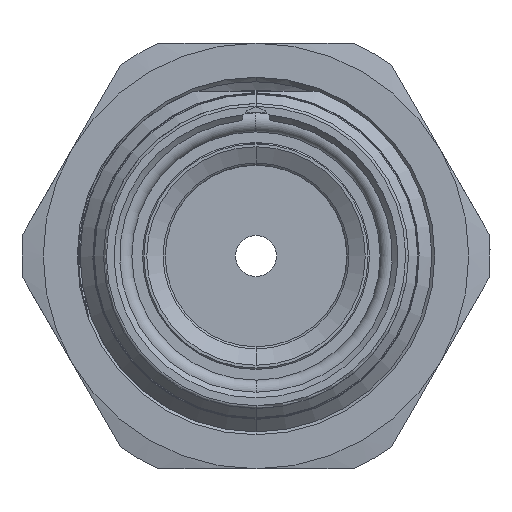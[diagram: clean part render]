
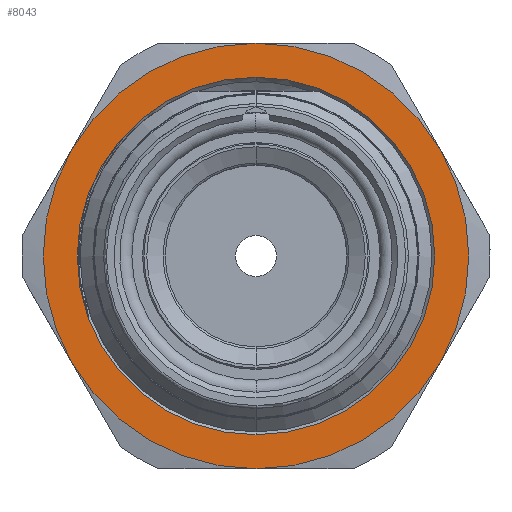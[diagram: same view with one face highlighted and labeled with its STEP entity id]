
A CAD part, front view. The second image highlights one B-rep face of the part: STEP entity #8043.
In plain terms, the highlighted planar face has unit normal (0, -1, 0).
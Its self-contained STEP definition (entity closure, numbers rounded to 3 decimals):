
#2131=CARTESIAN_POINT('',(0.,7.7,0.));
#2132=DIRECTION('',(0.,1.,0.));
#2133=DIRECTION('',(0.866,0.,0.5));
#2134=AXIS2_PLACEMENT_3D('',#2131,#2132,#2133);
#2136=CARTESIAN_POINT('',(0.,7.7,0.));
#2137=DIRECTION('',(0.,1.,0.));
#2138=DIRECTION('',(0.866,0.,-0.5));
#2139=AXIS2_PLACEMENT_3D('',#2136,#2137,#2138);
#2141=CARTESIAN_POINT('',(0.,7.7,
0.));
#2142=DIRECTION('',(0.,1.,0.));
#2143=DIRECTION('',(0.,0.,-1.));
#2144=AXIS2_PLACEMENT_3D('',#2141,#2142,#2143);
#2146=CARTESIAN_POINT('',(0.,7.7,0.));
#2147=DIRECTION('',(0.,1.,0.));
#2148=DIRECTION('',(-0.866,0.,-0.5));
#2149=AXIS2_PLACEMENT_3D('',#2146,#2147,#2148);
#2151=CARTESIAN_POINT('',(0.,7.7,0.));
#2152=DIRECTION('',(0.,1.,0.));
#2153=DIRECTION('',(-0.866,0.,0.5));
#2154=AXIS2_PLACEMENT_3D('',#2151,#2152,#2153);
#2156=CARTESIAN_POINT('',(0.,7.7,
0.));
#2157=DIRECTION('',(0.,1.,0.));
#2158=DIRECTION('',(0.,0.,1.));
#2159=AXIS2_PLACEMENT_3D('',#2156,#2157,#2158);
#2161=CARTESIAN_POINT('',(0.,7.7,0.));
#2162=DIRECTION('',(0.,-1.,0.));
#2163=DIRECTION('',(0.,0.,1.));
#2164=AXIS2_PLACEMENT_3D('',#2161,#2162,#2163);
#2166=CARTESIAN_POINT('',(0.,7.7,0.));
#2167=DIRECTION('',(0.,-1.,0.));
#2168=DIRECTION('',(0.,0.,-1.));
#2169=AXIS2_PLACEMENT_3D('',#2166,#2167,#2168);
#2171=CARTESIAN_POINT('',(12.99,7.7,7.5));
#2188=CARTESIAN_POINT('',(12.99,7.7,-7.5));
#2190=CARTESIAN_POINT('',(0.,7.7,15.));
#4621=VERTEX_POINT('',#2188);
#4626=VERTEX_POINT('',#2171);
#4631=VERTEX_POINT('',#2190);
#4638=CARTESIAN_POINT('',(-12.99,7.7,7.5));
#4639=VERTEX_POINT('',#4638);
#4641=CARTESIAN_POINT('',(0.,7.7,-15.));
#4642=VERTEX_POINT('',#4641);
#4643=CARTESIAN_POINT('',(-12.99,7.7,
-7.5));
#4644=VERTEX_POINT('',#4643);
#4645=CARTESIAN_POINT('',(0.,7.7,12.6));
#4646=CARTESIAN_POINT('',(0.,7.7,-12.6));
#4647=VERTEX_POINT('',#4645);
#4648=VERTEX_POINT('',#4646);
#8020=CARTESIAN_POINT('',(0.,7.7,0.));
#8021=DIRECTION('',(0.,-1.,0.));
#8022=DIRECTION('',(0.,0.,-1.));
#8023=AXIS2_PLACEMENT_3D('',#8020,#8021,#8022);
#8024=PLANE('',#8023);
#8026=ORIENTED_EDGE('',*,*,#8025,.T.);
#8028=ORIENTED_EDGE('',*,*,#8027,.T.);
#8030=ORIENTED_EDGE('',*,*,#8029,.T.);
#8032=ORIENTED_EDGE('',*,*,#8031,.T.);
#8034=ORIENTED_EDGE('',*,*,#8033,.T.);
#8036=ORIENTED_EDGE('',*,*,#8035,.T.);
#8037=EDGE_LOOP('',(#8026,#8028,#8030,#8032,#8034,#8036));
#8038=FACE_OUTER_BOUND('',#8037,.F.);
#8039=ORIENTED_EDGE('',*,*,#7972,.T.);
#8040=ORIENTED_EDGE('',*,*,#8014,.T.);
#8041=EDGE_LOOP('',(#8039,#8040));
#8042=FACE_BOUND('',#8041,.F.);
#2135=CIRCLE('',#2134,15.);
#2140=CIRCLE('',#2139,15.);
#2145=CIRCLE('',#2144,15.);
#2150=CIRCLE('',#2149,15.);
#2155=CIRCLE('',#2154,15.);
#2160=CIRCLE('',#2159,15.);
#2165=CIRCLE('',#2164,12.6);
#2170=CIRCLE('',#2169,12.6);
#7972=EDGE_CURVE('',#4647,#4648,#2165,.T.);
#8014=EDGE_CURVE('',#4648,#4647,#2170,.T.);
#8025=EDGE_CURVE('',#4626,#4621,#2135,.T.);
#8027=EDGE_CURVE('',#4621,#4642,#2140,.T.);
#8029=EDGE_CURVE('',#4642,#4644,#2145,.T.);
#8031=EDGE_CURVE('',#4644,#4639,#2150,.T.);
#8033=EDGE_CURVE('',#4639,#4631,#2155,.T.);
#8035=EDGE_CURVE('',#4631,#4626,#2160,.T.);
#8043=ADVANCED_FACE('',(#8038,#8042),#8024,.T.);
